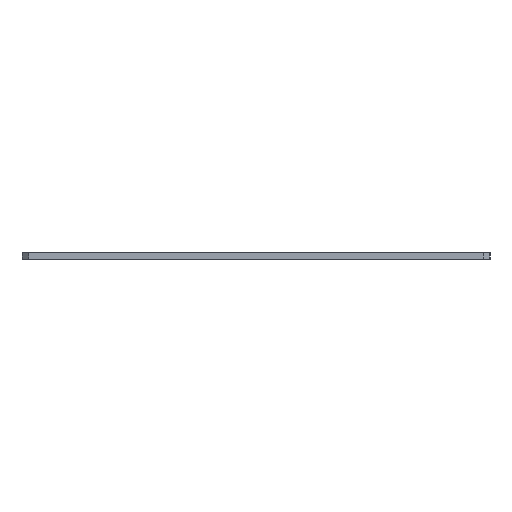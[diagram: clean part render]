
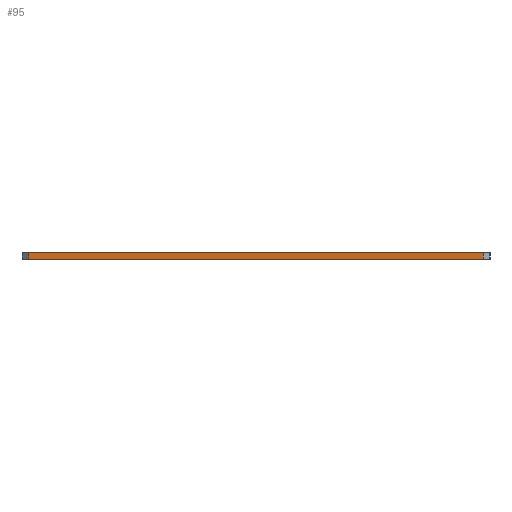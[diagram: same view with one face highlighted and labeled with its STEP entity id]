
A CAD part, front view. The second image highlights one B-rep face of the part: STEP entity #95.
In plain terms, the highlighted planar face has unit normal (0, -1, 0).
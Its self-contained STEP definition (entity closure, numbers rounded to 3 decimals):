
#16 = VERTEX_POINT ( 'NONE', #350 ) ;
#40 = LINE ( 'NONE', #1125, #43 ) ;
#41 = LINE ( 'NONE', #755, #99 ) ;
#43 = VECTOR ( 'NONE', #130, 1000. ) ;
#95 = ADVANCED_FACE ( 'NONE', ( #634 ), #724, .F. ) ;
#97 = VECTOR ( 'NONE', #448, 1000. ) ;
#99 = VECTOR ( 'NONE', #1038, 1000. ) ;
#109 = LINE ( 'NONE', #809, #97 ) ;
#130 = DIRECTION ( 'NONE',  ( 0., 0., -1. ) ) ;
#206 = CARTESIAN_POINT ( 'NONE',  ( 2., -180., 0. ) ) ;
#245 = ORIENTED_EDGE ( 'NONE', *, *, #891, .T. ) ;
#333 = DIRECTION ( 'NONE',  ( 0., 0., 1. ) ) ;
#335 = EDGE_CURVE ( 'NONE', #960, #1092, #40, .T. ) ;
#350 = CARTESIAN_POINT ( 'NONE',  ( 133., -180., -2. ) ) ;
#432 = AXIS2_PLACEMENT_3D ( 'NONE', #658, #1014, #1010 ) ;
#448 = DIRECTION ( 'NONE',  ( -1., 0., 0. ) ) ;
#579 = VECTOR ( 'NONE', #333, 1000. ) ;
#609 = CARTESIAN_POINT ( 'NONE',  ( 133., -180., -2. ) ) ;
#634 = FACE_OUTER_BOUND ( 'NONE', #983, .T. ) ;
#658 = CARTESIAN_POINT ( 'NONE',  ( 0., -180., -2. ) ) ;
#670 = VERTEX_POINT ( 'NONE', #1142 ) ;
#724 = PLANE ( 'NONE',  #432 ) ;
#755 = CARTESIAN_POINT ( 'NONE',  ( 0., -180., 0. ) ) ;
#774 = ORIENTED_EDGE ( 'NONE', *, *, #1054, .T. ) ;
#809 = CARTESIAN_POINT ( 'NONE',  ( 0., -180., -2. ) ) ;
#861 = LINE ( 'NONE', #609, #579 ) ;
#891 = EDGE_CURVE ( 'NONE', #16, #670, #861, .T. ) ;
#929 = EDGE_CURVE ( 'NONE', #16, #1092, #109, .T. ) ;
#948 = CARTESIAN_POINT ( 'NONE',  ( 2., -180., -2. ) ) ;
#960 = VERTEX_POINT ( 'NONE', #206 ) ;
#983 = EDGE_LOOP ( 'NONE', ( #988, #245, #774, #1120 ) ) ;
#988 = ORIENTED_EDGE ( 'NONE', *, *, #929, .F. ) ;
#1010 = DIRECTION ( 'NONE',  ( 0., 0., 1. ) ) ;
#1014 = DIRECTION ( 'NONE',  ( 0., 1., 0. ) ) ;
#1038 = DIRECTION ( 'NONE',  ( -1., 0., 0. ) ) ;
#1054 = EDGE_CURVE ( 'NONE', #670, #960, #41, .T. ) ;
#1092 = VERTEX_POINT ( 'NONE', #948 ) ;
#1120 = ORIENTED_EDGE ( 'NONE', *, *, #335, .T. ) ;
#1125 = CARTESIAN_POINT ( 'NONE',  ( 2., -180., -2. ) ) ;
#1142 = CARTESIAN_POINT ( 'NONE',  ( 133., -180., 0. ) ) ;
